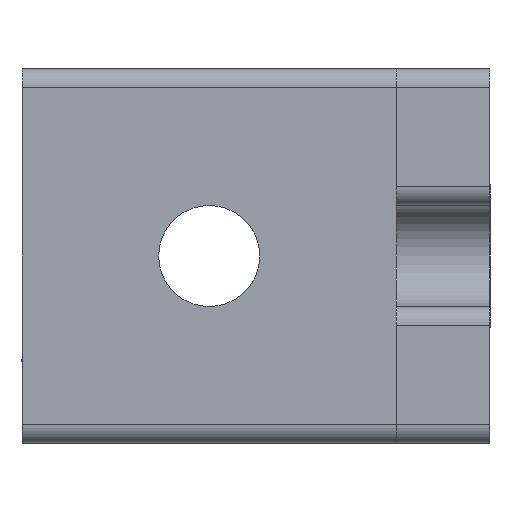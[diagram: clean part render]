
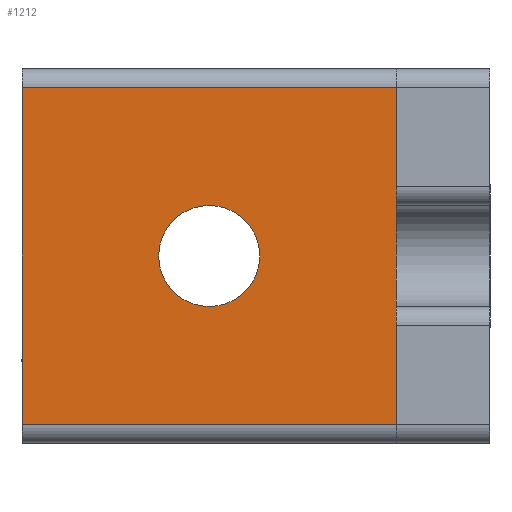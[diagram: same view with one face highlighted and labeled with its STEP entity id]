
A CAD part, left-side view. The second image highlights one B-rep face of the part: STEP entity #1212.
In plain terms, the highlighted planar face has unit normal (-1, 0, 0).
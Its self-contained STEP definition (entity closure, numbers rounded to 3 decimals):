
#20 = DIRECTION ( 'NONE',  ( 0., 0., -1. ) ) ;
#32 = VECTOR ( 'NONE', #597, 1000. ) ;
#51 = CARTESIAN_POINT ( 'NONE',  ( -8., 15., 0. ) ) ;
#56 = CARTESIAN_POINT ( 'NONE',  ( -8., 5., -10. ) ) ;
#69 = CARTESIAN_POINT ( 'NONE',  ( -8., 15., 2.7 ) ) ;
#93 = LINE ( 'NONE', #111, #679 ) ;
#111 = CARTESIAN_POINT ( 'NONE',  ( -8., 25., 9. ) ) ;
#149 = CIRCLE ( 'NONE', #465, 2.7 ) ;
#157 = CARTESIAN_POINT ( 'NONE',  ( -8., 25., -9. ) ) ;
#173 = DIRECTION ( 'NONE',  ( 0., 0., 1. ) ) ;
#194 = EDGE_CURVE ( 'NONE', #282, #757, #149, .T. ) ;
#225 = DIRECTION ( 'NONE',  ( 0., 1., 0. ) ) ;
#258 = ORIENTED_EDGE ( 'NONE', *, *, #689, .T. ) ;
#267 = DIRECTION ( 'NONE',  ( 0., 0., -1. ) ) ;
#282 = VERTEX_POINT ( 'NONE', #561 ) ;
#283 = EDGE_LOOP ( 'NONE', ( #258, #821, #585, #326 ) ) ;
#326 = ORIENTED_EDGE ( 'NONE', *, *, #1224, .T. ) ;
#350 = CARTESIAN_POINT ( 'NONE',  ( -8., 10., -10. ) ) ;
#465 = AXIS2_PLACEMENT_3D ( 'NONE', #1264, #713, #20 ) ;
#467 = DIRECTION ( 'NONE',  ( 1., 0., 0. ) ) ;
#511 = CIRCLE ( 'NONE', #1241, 2.7 ) ;
#533 = ORIENTED_EDGE ( 'NONE', *, *, #572, .T. ) ;
#547 = VECTOR ( 'NONE', #173, 1000. ) ;
#548 = VERTEX_POINT ( 'NONE', #157 ) ;
#561 = CARTESIAN_POINT ( 'NONE',  ( -8., 15., -2.7 ) ) ;
#572 = EDGE_CURVE ( 'NONE', #757, #282, #511, .T. ) ;
#585 = ORIENTED_EDGE ( 'NONE', *, *, #716, .F. ) ;
#597 = DIRECTION ( 'NONE',  ( 0., -1., 0. ) ) ;
#636 = CARTESIAN_POINT ( 'NONE',  ( -8., 5., -9. ) ) ;
#679 = VECTOR ( 'NONE', #225, 1000. ) ;
#689 = EDGE_CURVE ( 'NONE', #995, #897, #781, .T. ) ;
#713 = DIRECTION ( 'NONE',  ( 1., 0., 0. ) ) ;
#716 = EDGE_CURVE ( 'NONE', #548, #1024, #1053, .T. ) ;
#722 = FACE_OUTER_BOUND ( 'NONE', #283, .T. ) ;
#729 = VECTOR ( 'NONE', #1291, 1000. ) ;
#757 = VERTEX_POINT ( 'NONE', #69 ) ;
#770 = ORIENTED_EDGE ( 'NONE', *, *, #194, .T. ) ;
#781 = LINE ( 'NONE', #56, #547 ) ;
#786 = EDGE_LOOP ( 'NONE', ( #770, #533 ) ) ;
#821 = ORIENTED_EDGE ( 'NONE', *, *, #1189, .T. ) ;
#864 = CARTESIAN_POINT ( 'NONE',  ( -8., 25., 0. ) ) ;
#897 = VERTEX_POINT ( 'NONE', #1182 ) ;
#903 = LINE ( 'NONE', #1192, #32 ) ;
#944 = FACE_BOUND ( 'NONE', #786, .T. ) ;
#956 = DIRECTION ( 'NONE',  ( 1., 0., 0. ) ) ;
#995 = VERTEX_POINT ( 'NONE', #636 ) ;
#1024 = VERTEX_POINT ( 'NONE', #1068 ) ;
#1039 = AXIS2_PLACEMENT_3D ( 'NONE', #350, #467, #1188 ) ;
#1053 = LINE ( 'NONE', #864, #729 ) ;
#1068 = CARTESIAN_POINT ( 'NONE',  ( -8., 25., 9. ) ) ;
#1113 = PLANE ( 'NONE',  #1039 ) ;
#1182 = CARTESIAN_POINT ( 'NONE',  ( -8., 5., 9. ) ) ;
#1188 = DIRECTION ( 'NONE',  ( 0., 0., -1. ) ) ;
#1189 = EDGE_CURVE ( 'NONE', #897, #1024, #93, .T. ) ;
#1192 = CARTESIAN_POINT ( 'NONE',  ( -8., 10., -9. ) ) ;
#1212 = ADVANCED_FACE ( 'NONE', ( #944, #722 ), #1113, .F. ) ;
#1224 = EDGE_CURVE ( 'NONE', #548, #995, #903, .T. ) ;
#1241 = AXIS2_PLACEMENT_3D ( 'NONE', #51, #956, #267 ) ;
#1264 = CARTESIAN_POINT ( 'NONE',  ( -8., 15., 0. ) ) ;
#1291 = DIRECTION ( 'NONE',  ( 0., 0., 1. ) ) ;
